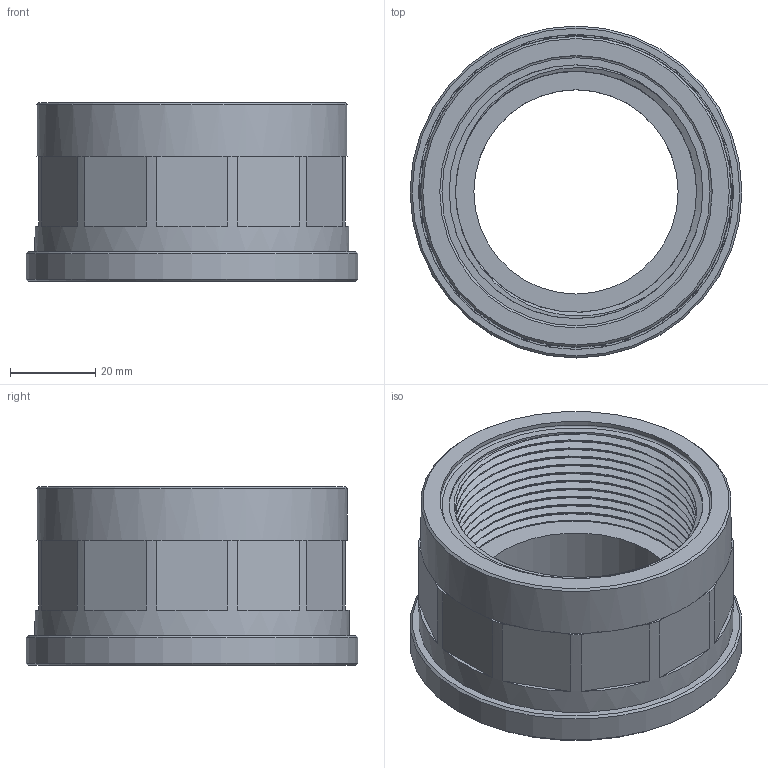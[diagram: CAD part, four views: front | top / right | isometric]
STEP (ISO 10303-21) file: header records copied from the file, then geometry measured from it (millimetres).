
FILE_DESCRIPTION(/* description */ (''),/* implementation_level */ '2;1');
FILE_NAME(/* name */ 'AF0600.EIG.063.step',/* time_stamp */ '2026-01-07T09:39:13+01:00',/* author */ (''),/* organization */ (''),/* preprocessor_version */ 'ST-DEVELOPER v20.1',/* originating_system */ 'Autodesk Translation Framework v14.21.0.0',/* authorisation */ '');
FILE_SCHEMA (('AUTOMOTIVE_DESIGN { 1 0 10303 214 3 1 1 }'));
Length unit declared in the file: millimetre
Products named in the file (1): 2026-01-07-08-32-31-482
Bounding box: 78 x 78 x 42 mm (x, y, z)
Volume: 80396.1 mm3; surface area: 26255.5 mm2
Topology: 1 solids, 1 shells, 88 faces, 223 edges, 140 vertices
Faces by surface type: plane 54, cylinder 28, cone 3, bspline 2, torus 1
Full cylindrical faces by diameter (mm): 48 x1, 56.656 x10, 59.614 x10, 64 x1, 73 x1, 73.9 x1, 78 x1
Entity records: 17785 total; most frequent: CARTESIAN_POINT 15672, ORIENTED_EDGE 446, DIRECTION 416, EDGE_CURVE 223, AXIS2_PLACEMENT_3D 157, VERTEX_POINT 140, LINE 102, VECTOR 102
